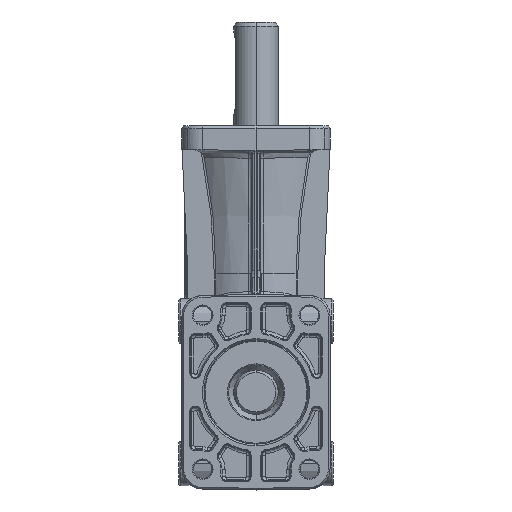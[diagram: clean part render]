
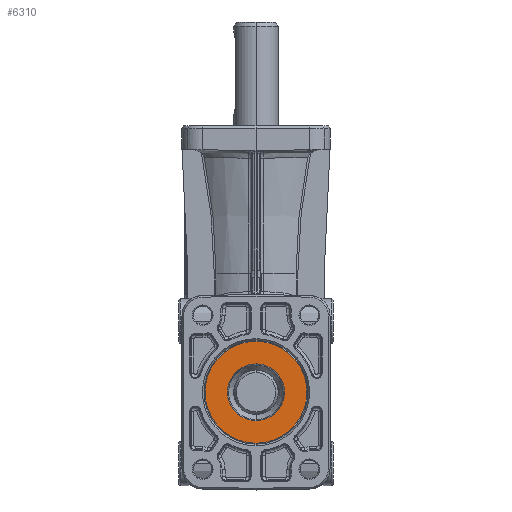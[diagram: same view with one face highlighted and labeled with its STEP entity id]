
A CAD part, left-side view. The second image highlights one B-rep face of the part: STEP entity #6310.
In plain terms, the highlighted planar face has unit normal (-1, 0, 0).
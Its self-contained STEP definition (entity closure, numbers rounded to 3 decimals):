
#6310=ADVANCED_FACE('',(#12772,#12773),#12774,.T.);
#12772=FACE_OUTER_BOUND('',#36726,.T.);
#12773=FACE_BOUND('',#36727,.T.);
#12774=PLANE('',#36728);
#36726=EDGE_LOOP('',(#53613,#53614));
#36727=EDGE_LOOP('',(#53615,#53616));
#36728=AXIS2_PLACEMENT_3D('',#53617,#53618,#53619);
#53613=ORIENTED_EDGE('',*,*,#53897,.F.);
#53614=ORIENTED_EDGE('',*,*,#60996,.F.);
#53615=ORIENTED_EDGE('',*,*,#60998,.T.);
#53616=ORIENTED_EDGE('',*,*,#53893,.T.);
#53617=CARTESIAN_POINT('',(-46.3,0.0,-13.4));
#53618=DIRECTION('',(-1.0,0.0,0.0));
#53619=DIRECTION('',(0.0,0.0,1.0));
#53893=EDGE_CURVE('',#61197,#61195,#61198,.T.);
#53897=EDGE_CURVE('',#61201,#61204,#61205,.T.);
#60996=EDGE_CURVE('',#61204,#61201,#71406,.T.);
#60998=EDGE_CURVE('',#61195,#61197,#71408,.T.);
#61195=VERTEX_POINT('',#71837);
#61197=VERTEX_POINT('',#71840);
#61198=CIRCLE('',#71841,9.6);
#61201=VERTEX_POINT('',#71845);
#61204=VERTEX_POINT('',#71848);
#61205=CIRCLE('',#71849,17.2);
#71406=CIRCLE('',#90395,17.2);
#71408=CIRCLE('',#90397,9.6);
#71837=CARTESIAN_POINT('',(-46.3,0.0,-9.6));
#71840=CARTESIAN_POINT('',(-46.3,0.,9.6));
#71841=AXIS2_PLACEMENT_3D('',#90570,#90571,#90572);
#71845=CARTESIAN_POINT('',(-46.3,0.0,-17.2));
#71848=CARTESIAN_POINT('',(-46.3,0.,17.2));
#71849=AXIS2_PLACEMENT_3D('',#90577,#90578,#90579);
#90395=AXIS2_PLACEMENT_3D('',#98567,#98568,#98569);
#90397=AXIS2_PLACEMENT_3D('',#98570,#98571,#98572);
#90570=CARTESIAN_POINT('',(-46.3,0.0,0.0));
#90571=DIRECTION('',(1.0,0.0,0.0));
#90572=DIRECTION('',(0.0,0.0,-1.0));
#90577=CARTESIAN_POINT('',(-46.3,0.0,0.0));
#90578=DIRECTION('',(1.0,0.0,0.0));
#90579=DIRECTION('',(0.0,0.0,-1.0));
#98567=CARTESIAN_POINT('',(-46.3,0.0,0.0));
#98568=DIRECTION('',(1.0,0.0,0.0));
#98569=DIRECTION('',(0.0,0.0,-1.0));
#98570=CARTESIAN_POINT('',(-46.3,0.0,0.0));
#98571=DIRECTION('',(1.0,0.0,0.0));
#98572=DIRECTION('',(0.0,0.0,-1.0));
